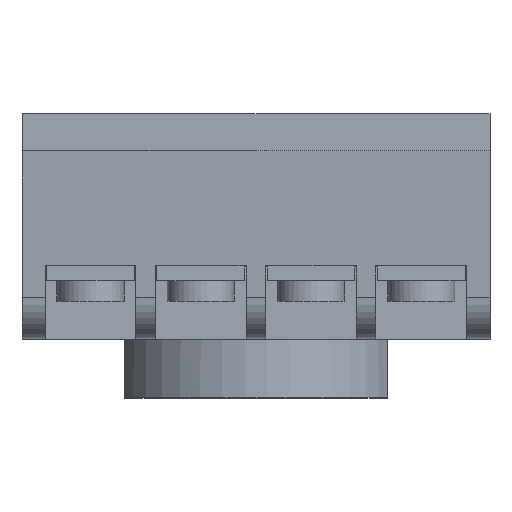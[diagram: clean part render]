
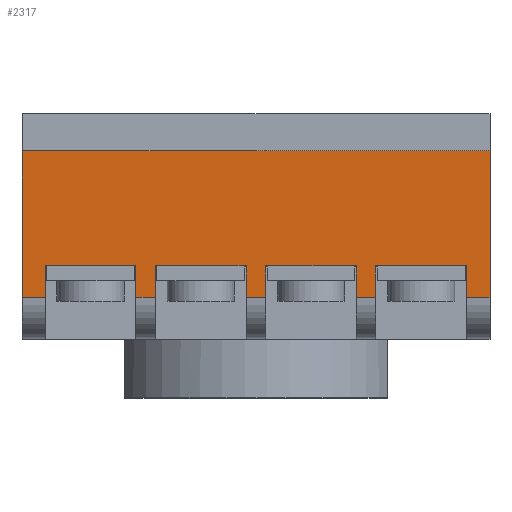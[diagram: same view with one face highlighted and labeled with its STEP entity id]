
A CAD part, top view. The second image highlights one B-rep face of the part: STEP entity #2317.
In plain terms, the highlighted planar face has unit normal (0, -0.052, 0.999).
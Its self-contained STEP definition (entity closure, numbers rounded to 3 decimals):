
#2008=CARTESIAN_POINT('POINT131',(-18.313,-13.208,
   25.131));
#2009=VERTEX_POINT('VERTEX131',#2008);
#2010=CARTESIAN_POINT('POINT132',(-10.439,-13.208,
   25.131));
#2011=VERTEX_POINT('VERTEX132',#2010);
#2012=CARTESIAN_POINT('POS228',(-17.348,-13.208,
   25.131));
#2013=DIRECTION('DIR324',(1.,0.,0.));
#2014=VECTOR('VEC132',#2013,25.4);
#2015=LINE('STRAIGHT132',#2012,#2014);
#2016=EDGE_CURVE('EDGE183',#2009,#2011,#2015,.T.);
#2054=CARTESIAN_POINT('POINT135',(-8.738,-13.208,
   25.131));
#2055=VERTEX_POINT('VERTEX135',#2054);
#2056=CARTESIAN_POINT('POINT136',(-0.864,-13.208,
   25.131));
#2057=VERTEX_POINT('VERTEX136',#2056);
#2058=CARTESIAN_POINT('POS233',(-12.56,-13.208,
   25.131));
#2059=DIRECTION('DIR330',(1.,0.,0.));
#2060=VECTOR('VEC136',#2059,25.4);
#2061=LINE('STRAIGHT136',#2058,#2060);
#2062=EDGE_CURVE('EDGE187',#2055,#2057,#2061,.T.);
#2100=CARTESIAN_POINT('POINT139',(0.838,-13.208,
   25.131));
#2101=VERTEX_POINT('VERTEX139',#2100);
#2102=CARTESIAN_POINT('POINT140',(8.712,-13.208,
   25.131));
#2103=VERTEX_POINT('VERTEX140',#2102);
#2104=CARTESIAN_POINT('POS238',(-7.772,-13.208,
   25.131));
#2105=DIRECTION('DIR336',(1.,0.,0.));
#2106=VECTOR('VEC140',#2105,25.4);
#2107=LINE('STRAIGHT140',#2104,#2106);
#2108=EDGE_CURVE('EDGE191',#2101,#2103,#2107,.T.);
#2146=CARTESIAN_POINT('POINT143',(10.414,-13.208,
   25.131));
#2147=VERTEX_POINT('VERTEX143',#2146);
#2148=CARTESIAN_POINT('POINT144',(18.288,-13.208,
   25.131));
#2149=VERTEX_POINT('VERTEX144',#2148);
#2150=CARTESIAN_POINT('POS243',(-2.985,-13.208,
   25.131));
#2151=DIRECTION('DIR342',(1.,0.,0.));
#2152=VECTOR('VEC144',#2151,25.4);
#2153=LINE('STRAIGHT144',#2150,#2152);
#2154=EDGE_CURVE('EDGE195',#2147,#2149,#2153,.T.);
#2186=CARTESIAN_POINT('POINT147',(18.288,-15.947,
   24.987));
#2187=VERTEX_POINT('VERTEX147',#2186);
#2188=CARTESIAN_POINT('POS248',(18.288,-16.147,
   24.977));
#2189=DIRECTION('DIR348',(0.,-0.999,
   -0.052));
#2190=VECTOR('VEC148',#2189,25.4);
#2191=LINE('STRAIGHT148',#2188,#2190);
#2192=EDGE_CURVE('EDGE199',#2149,#2187,#2191,.T.);
#2193=ORIENTED_EDGE('COEDGE335',*,*,#2192,.T.);
#2194=CARTESIAN_POINT('POINT148',(20.32,-15.947,
   24.987));
#2195=VERTEX_POINT('VERTEX148',#2194);
#2196=CARTESIAN_POINT('POS249',(-20.32,-15.947,
   24.987));
#2197=DIRECTION('DIR349',(1.,0.,
   0.));
#2198=VECTOR('VEC149',#2197,25.4);
#2199=LINE('STRAIGHT149',#2196,#2198);
#2200=EDGE_CURVE('EDGE200',#2187,#2195,#2199,.T.);
#2201=ORIENTED_EDGE('COEDGE336',*,*,#2200,.T.);
#2202=CARTESIAN_POINT('POINT149',(20.32,-3.226,25.654));
#2203=VERTEX_POINT('VERTEX149',#2202);
#2204=CARTESIAN_POINT('POS250',(20.32,-3.226,25.654));
#2205=DIRECTION('DIR350',(0.,0.999,
   0.052));
#2206=VECTOR('VEC150',#2205,25.4);
#2207=LINE('STRAIGHT150',#2204,#2206);
#2208=EDGE_CURVE('EDGE201',#2195,#2203,#2207,.T.);
#2209=ORIENTED_EDGE('COEDGE337',*,*,#2208,.T.);
#2210=CARTESIAN_POINT('POINT150',(-20.32,-3.226,25.654))
   ;
#2211=VERTEX_POINT('VERTEX150',#2210);
#2212=CARTESIAN_POINT('POS251',(0.,-3.226,25.654));
#2213=DIRECTION('DIR351',(1.,0.,0.));
#2214=VECTOR('VEC151',#2213,25.4);
#2215=LINE('STRAIGHT151',#2212,#2214);
#2216=EDGE_CURVE('EDGE202',#2211,#2203,#2215,.T.);
#2217=ORIENTED_EDGE('COEDGE338',*,*,#2216,.F.);
#2218=CARTESIAN_POINT('POINT151',(-20.32,-15.947,
   24.987));
#2219=VERTEX_POINT('VERTEX151',#2218);
#2220=CARTESIAN_POINT('POS252',(-20.32,-3.226,25.654));
#2221=DIRECTION('DIR352',(0.,-0.999,
   -0.052));
#2222=VECTOR('VEC152',#2221,25.4);
#2223=LINE('STRAIGHT152',#2220,#2222);
#2224=EDGE_CURVE('EDGE203',#2211,#2219,#2223,.T.);
#2225=ORIENTED_EDGE('COEDGE339',*,*,#2224,.T.);
#2226=CARTESIAN_POINT('POINT152',(-18.313,-15.947,
   24.987));
#2227=VERTEX_POINT('VERTEX152',#2226);
#2228=CARTESIAN_POINT('POS253',(-20.32,-15.947,
   24.987));
#2229=DIRECTION('DIR353',(1.,0.,
   0.));
#2230=VECTOR('VEC153',#2229,25.4);
#2231=LINE('STRAIGHT153',#2228,#2230);
#2232=EDGE_CURVE('EDGE204',#2219,#2227,#2231,.T.);
#2233=ORIENTED_EDGE('COEDGE340',*,*,#2232,.T.);
#2234=CARTESIAN_POINT('POS254',(-18.313,-16.147,
   24.977));
#2235=DIRECTION('DIR354',(0.,0.999,
   0.052));
#2236=VECTOR('VEC154',#2235,25.4);
#2237=LINE('STRAIGHT154',#2234,#2236);
#2238=EDGE_CURVE('EDGE205',#2227,#2009,#2237,.T.);
#2239=ORIENTED_EDGE('COEDGE341',*,*,#2238,.T.);
#2240=ORIENTED_EDGE('COEDGE342',*,*,#2016,.T.);
#2241=CARTESIAN_POINT('POINT153',(-10.439,-15.947,
   24.987));
#2242=VERTEX_POINT('VERTEX153',#2241);
#2243=CARTESIAN_POINT('POS255',(-10.439,-16.147,
   24.977));
#2244=DIRECTION('DIR355',(0.,-0.999,
   -0.052));
#2245=VECTOR('VEC155',#2244,25.4);
#2246=LINE('STRAIGHT155',#2243,#2245);
#2247=EDGE_CURVE('EDGE206',#2011,#2242,#2246,.T.);
#2248=ORIENTED_EDGE('COEDGE343',*,*,#2247,.T.);
#2249=CARTESIAN_POINT('POINT154',(-8.738,-15.947,
   24.987));
#2250=VERTEX_POINT('VERTEX154',#2249);
#2251=CARTESIAN_POINT('POS256',(-20.32,-15.947,
   24.987));
#2252=DIRECTION('DIR356',(1.,0.,
   0.));
#2253=VECTOR('VEC156',#2252,25.4);
#2254=LINE('STRAIGHT156',#2251,#2253);
#2255=EDGE_CURVE('EDGE207',#2242,#2250,#2254,.T.);
#2256=ORIENTED_EDGE('COEDGE344',*,*,#2255,.T.);
#2257=CARTESIAN_POINT('POS257',(-8.738,-16.147,
   24.977));
#2258=DIRECTION('DIR357',(0.,0.999,
   0.052));
#2259=VECTOR('VEC157',#2258,25.4);
#2260=LINE('STRAIGHT157',#2257,#2259);
#2261=EDGE_CURVE('EDGE208',#2250,#2055,#2260,.T.);
#2262=ORIENTED_EDGE('COEDGE345',*,*,#2261,.T.);
#2263=ORIENTED_EDGE('COEDGE346',*,*,#2062,.T.);
#2264=CARTESIAN_POINT('POINT155',(-0.864,
   -15.947,24.987));
#2265=VERTEX_POINT('VERTEX155',#2264);
#2266=CARTESIAN_POINT('POS258',(-0.864,
   -16.147,24.977));
#2267=DIRECTION('DIR358',(0.,-0.999,
   -0.052));
#2268=VECTOR('VEC158',#2267,25.4);
#2269=LINE('STRAIGHT158',#2266,#2268);
#2270=EDGE_CURVE('EDGE209',#2057,#2265,#2269,.T.);
#2271=ORIENTED_EDGE('COEDGE347',*,*,#2270,.T.);
#2272=CARTESIAN_POINT('POINT156',(0.838,
   -15.947,24.987));
#2273=VERTEX_POINT('VERTEX156',#2272);
#2274=CARTESIAN_POINT('POS259',(-20.32,-15.947,
   24.987));
#2275=DIRECTION('DIR359',(1.,0.,
   0.));
#2276=VECTOR('VEC159',#2275,25.4);
#2277=LINE('STRAIGHT159',#2274,#2276);
#2278=EDGE_CURVE('EDGE210',#2265,#2273,#2277,.T.);
#2279=ORIENTED_EDGE('COEDGE348',*,*,#2278,.T.);
#2280=CARTESIAN_POINT('POS260',(0.838,
   -16.147,24.977));
#2281=DIRECTION('DIR360',(0.,0.999,
   0.052));
#2282=VECTOR('VEC160',#2281,25.4);
#2283=LINE('STRAIGHT160',#2280,#2282);
#2284=EDGE_CURVE('EDGE211',#2273,#2101,#2283,.T.);
#2285=ORIENTED_EDGE('COEDGE349',*,*,#2284,.T.);
#2286=ORIENTED_EDGE('COEDGE350',*,*,#2108,.T.);
#2287=CARTESIAN_POINT('POINT157',(8.712,-15.947,
   24.987));
#2288=VERTEX_POINT('VERTEX157',#2287);
#2289=CARTESIAN_POINT('POS261',(8.712,-16.147,
   24.977));
#2290=DIRECTION('DIR361',(0.,-0.999,
   -0.052));
#2291=VECTOR('VEC161',#2290,25.4);
#2292=LINE('STRAIGHT161',#2289,#2291);
#2293=EDGE_CURVE('EDGE212',#2103,#2288,#2292,.T.);
#2294=ORIENTED_EDGE('COEDGE351',*,*,#2293,.T.);
#2295=CARTESIAN_POINT('POINT158',(10.414,-15.947,
   24.987));
#2296=VERTEX_POINT('VERTEX158',#2295);
#2297=CARTESIAN_POINT('POS262',(-20.32,-15.947,
   24.987));
#2298=DIRECTION('DIR362',(1.,0.,
   0.));
#2299=VECTOR('VEC162',#2298,25.4);
#2300=LINE('STRAIGHT162',#2297,#2299);
#2301=EDGE_CURVE('EDGE213',#2288,#2296,#2300,.T.);
#2302=ORIENTED_EDGE('COEDGE352',*,*,#2301,.T.);
#2303=CARTESIAN_POINT('POS263',(10.414,-16.147,
   24.977));
#2304=DIRECTION('DIR363',(0.,0.999,
   0.052));
#2305=VECTOR('VEC163',#2304,25.4);
#2306=LINE('STRAIGHT163',#2303,#2305);
#2307=EDGE_CURVE('EDGE214',#2296,#2147,#2306,.T.);
#2308=ORIENTED_EDGE('COEDGE353',*,*,#2307,.T.);
#2309=ORIENTED_EDGE('COEDGE354',*,*,#2154,.T.);
#2310=EDGE_LOOP('NONE',(#2193,#2201,#2209,#2217,#2225,#2233,#2239,#2240,
   #2248,#2256,#2262,#2263,#2271,#2279,#2285,#2286,#2294,#2302,#2308,
   #2309));
#2311=FACE_BOUND('LOOP1',#2310,.T.);
#2312=CARTESIAN_POINT('POS264',(-20.32,-15.947,
   24.987));
#2313=DIRECTION('DIR364',(0.,-0.052,
   0.999));
#2314=DIRECTION('DIR365',(1.,0.,
   0.));
#2315=AXIS2_PLACEMENT_3D('AXIS101',#2312,#2313,#2314);
#2316=PLANE('PLANE68',#2315);
#2317=ADVANCED_FACE('FACE84',(#2311),#2316,.T.);
